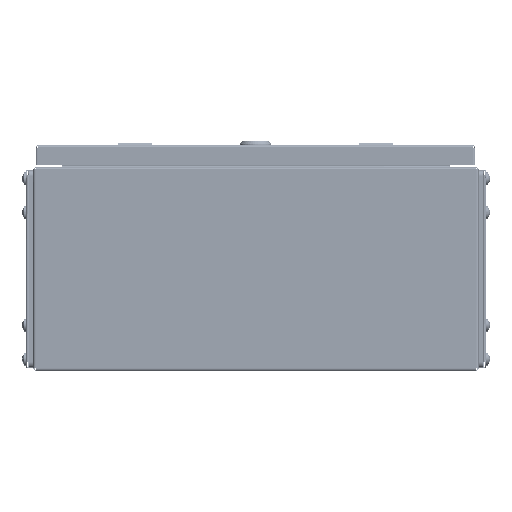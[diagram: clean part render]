
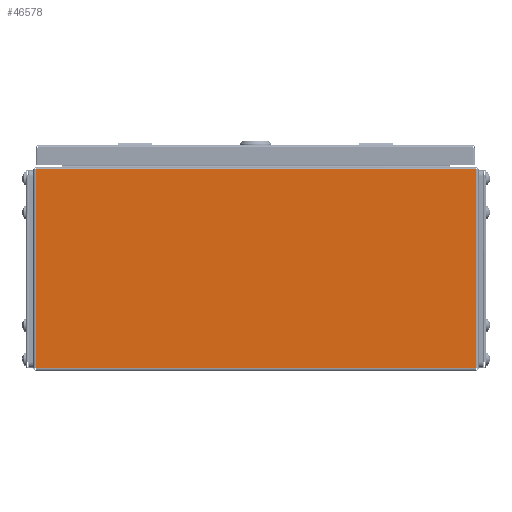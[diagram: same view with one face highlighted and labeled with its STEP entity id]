
A CAD part, left-side view. The second image highlights one B-rep face of the part: STEP entity #46578.
In plain terms, the highlighted planar face has unit normal (-1, 0, 0).
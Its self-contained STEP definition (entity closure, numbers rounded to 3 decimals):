
#1508 = EDGE_CURVE ( 'NONE', #41179, #32265, #68895, .T. ) ;
#3238 = ORIENTED_EDGE ( 'NONE', *, *, #12299, .T. ) ;
#3827 = EDGE_LOOP ( 'NONE', ( #42192, #23953, #51501, #3238 ) ) ;
#5151 = CARTESIAN_POINT ( 'NONE',  ( -150., 0., 0. ) ) ;
#6745 = CARTESIAN_POINT ( 'NONE',  ( -150., -195.5, 177.5 ) ) ;
#7952 = CARTESIAN_POINT ( 'NONE',  ( -150., -195.5, 0. ) ) ;
#9687 = CARTESIAN_POINT ( 'NONE',  ( -150., 195.5, 1. ) ) ;
#11781 = DIRECTION ( 'NONE',  ( 0., 1., 0. ) ) ;
#12299 = EDGE_CURVE ( 'NONE', #26005, #14072, #19866, .T. ) ;
#13939 = VECTOR ( 'NONE', #11781, 1000. ) ;
#14072 = VERTEX_POINT ( 'NONE', #60739 ) ;
#16264 = DIRECTION ( 'NONE',  ( 1., 0., 0. ) ) ;
#17951 = EDGE_CURVE ( 'NONE', #26005, #32265, #24478, .T. ) ;
#19866 = LINE ( 'NONE', #7952, #71566 ) ;
#23953 = ORIENTED_EDGE ( 'NONE', *, *, #1508, .T. ) ;
#24478 = LINE ( 'NONE', #37600, #13939 ) ;
#24965 = VECTOR ( 'NONE', #67915, 1000. ) ;
#26005 = VERTEX_POINT ( 'NONE', #43110 ) ;
#28565 = FACE_OUTER_BOUND ( 'NONE', #3827, .T. ) ;
#29720 = CARTESIAN_POINT ( 'NONE',  ( -150., 195.5, 177.5 ) ) ;
#30873 = EDGE_CURVE ( 'NONE', #14072, #41179, #74079, .T. ) ;
#32265 = VERTEX_POINT ( 'NONE', #9687 ) ;
#32981 = DIRECTION ( 'NONE',  ( 0., 0., 1. ) ) ;
#37600 = CARTESIAN_POINT ( 'NONE',  ( -150., 195.5, 1. ) ) ;
#41179 = VERTEX_POINT ( 'NONE', #29720 ) ;
#42192 = ORIENTED_EDGE ( 'NONE', *, *, #30873, .T. ) ;
#43110 = CARTESIAN_POINT ( 'NONE',  ( -150., -195.5, 1. ) ) ;
#46578 = ADVANCED_FACE ( 'NONE', ( #28565 ), #53586, .F. ) ;
#51501 = ORIENTED_EDGE ( 'NONE', *, *, #17951, .F. ) ;
#51594 = CARTESIAN_POINT ( 'NONE',  ( -150., 195.5, 0. ) ) ;
#53586 = PLANE ( 'NONE',  #66090 ) ;
#60739 = CARTESIAN_POINT ( 'NONE',  ( -150., -195.5, 177.5 ) ) ;
#66090 = AXIS2_PLACEMENT_3D ( 'NONE', #5151, #16264, #72903 ) ;
#67915 = DIRECTION ( 'NONE',  ( 0., 1., 0. ) ) ;
#68895 = LINE ( 'NONE', #51594, #69783 ) ;
#69783 = VECTOR ( 'NONE', #76705, 1000. ) ;
#71566 = VECTOR ( 'NONE', #32981, 1000. ) ;
#72903 = DIRECTION ( 'NONE',  ( 0., 0., -1. ) ) ;
#74079 = LINE ( 'NONE', #6745, #24965 ) ;
#76705 = DIRECTION ( 'NONE',  ( 0., 0., -1. ) ) ;
